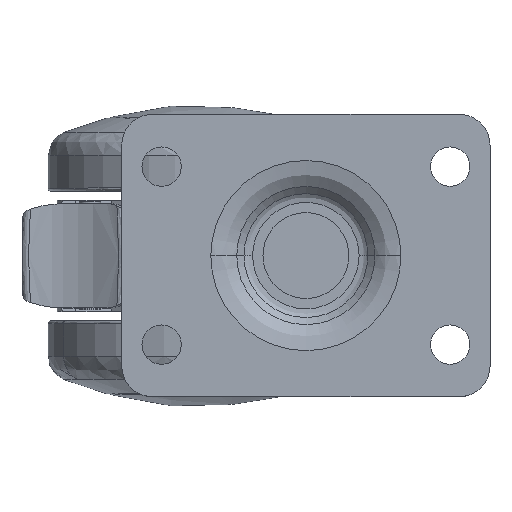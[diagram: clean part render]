
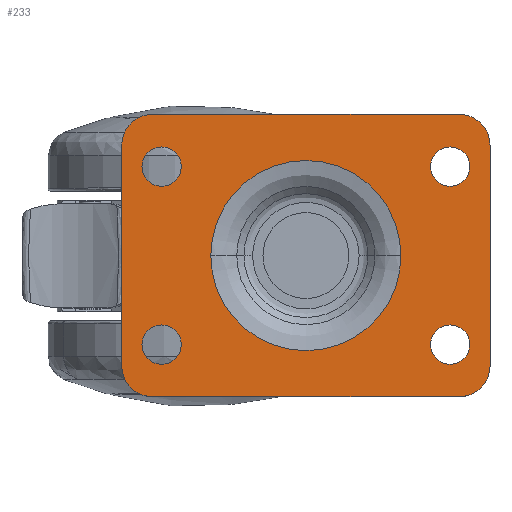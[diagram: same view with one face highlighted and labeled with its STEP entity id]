
A CAD part, top view. The second image highlights one B-rep face of the part: STEP entity #233.
In plain terms, the highlighted face is planar.
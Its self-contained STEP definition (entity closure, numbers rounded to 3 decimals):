
#233=ADVANCED_FACE('',(#782,#783,#784,#785,#786,#787),#781,.F.);
#781=PLANE('',#2856);
#782=FACE_OUTER_BOUND('',#2857,.T.);
#783=FACE_BOUND('',#2858,.T.);
#784=FACE_BOUND('',#2859,.T.);
#785=FACE_BOUND('',#2860,.T.);
#786=FACE_BOUND('',#2861,.T.);
#787=FACE_BOUND('',#2862,.T.);
#2853=CARTESIAN_POINT('',(-27.6,0.,-36.));
#2854=DIRECTION('',(0.,1.,0.));
#2855=DIRECTION('',(0.,0.,1.));
#2856=AXIS2_PLACEMENT_3D('',#2853,#2854,#2855);
#2857=EDGE_LOOP('',(#7784,#7785,#7786,#7787,#7788,#7789,#7790,#7791));
#2858=EDGE_LOOP('',(#7792,#7793));
#2859=EDGE_LOOP('',(#7794,#7795));
#2860=EDGE_LOOP('',(#7796,#7797));
#2861=EDGE_LOOP('',(#7798,#7799));
#2862=EDGE_LOOP('',(#7800,#7801));
#7784=ORIENTED_EDGE('',*,*,#8681,.F.);
#7785=ORIENTED_EDGE('',*,*,#8667,.T.);
#7786=ORIENTED_EDGE('',*,*,#8682,.F.);
#7787=ORIENTED_EDGE('',*,*,#8663,.T.);
#7788=ORIENTED_EDGE('',*,*,#8683,.F.);
#7789=ORIENTED_EDGE('',*,*,#8659,.T.);
#7790=ORIENTED_EDGE('',*,*,#8684,.F.);
#7791=ORIENTED_EDGE('',*,*,#8655,.T.);
#7792=ORIENTED_EDGE('',*,*,#8685,.T.);
#7793=ORIENTED_EDGE('',*,*,#8686,.T.);
#7794=ORIENTED_EDGE('',*,*,#8687,.T.);
#7795=ORIENTED_EDGE('',*,*,#8688,.T.);
#7796=ORIENTED_EDGE('',*,*,#8689,.T.);
#7797=ORIENTED_EDGE('',*,*,#8690,.T.);
#7798=ORIENTED_EDGE('',*,*,#8691,.T.);
#7799=ORIENTED_EDGE('',*,*,#8692,.T.);
#7800=ORIENTED_EDGE('',*,*,#8693,.T.);
#7801=ORIENTED_EDGE('',*,*,#8694,.T.);
#8655=EDGE_CURVE('',#9515,#9508,#9516,.T.);
#8659=EDGE_CURVE('',#9543,#9536,#9544,.T.);
#8663=EDGE_CURVE('',#9571,#9564,#9572,.T.);
#8667=EDGE_CURVE('',#9599,#9592,#9600,.T.);
#8681=EDGE_CURVE('',#9599,#9508,#9696,.T.);
#8682=EDGE_CURVE('',#9571,#9592,#9702,.T.);
#8683=EDGE_CURVE('',#9543,#9564,#9708,.T.);
#8684=EDGE_CURVE('',#9515,#9536,#9714,.T.);
#8685=EDGE_CURVE('',#9720,#9721,#9722,.T.);
#8686=EDGE_CURVE('',#9721,#9720,#9728,.T.);
#8687=EDGE_CURVE('',#9734,#9735,#9736,.T.);
#8688=EDGE_CURVE('',#9735,#9734,#9742,.T.);
#8689=EDGE_CURVE('',#9748,#9749,#9750,.T.);
#8690=EDGE_CURVE('',#9749,#9748,#9756,.T.);
#8691=EDGE_CURVE('',#9762,#9763,#9764,.T.);
#8692=EDGE_CURVE('',#9763,#9762,#9770,.T.);
#8693=EDGE_CURVE('',#9776,#9777,#9778,.T.);
#8694=EDGE_CURVE('',#9777,#9776,#9784,.T.);
#9508=VERTEX_POINT('',#12540);
#9515=VERTEX_POINT('',#12544);
#9516=CIRCLE('',#12548,5.);
#9536=VERTEX_POINT('',#12558);
#9543=VERTEX_POINT('',#12562);
#9544=CIRCLE('',#12566,5.);
#9564=VERTEX_POINT('',#12576);
#9571=VERTEX_POINT('',#12580);
#9572=CIRCLE('',#12584,5.);
#9592=VERTEX_POINT('',#12594);
#9599=VERTEX_POINT('',#12598);
#9600=CIRCLE('',#12602,5.);
#9696=LINE('',#12666,#12667);
#9702=LINE('',#12669,#12670);
#9708=LINE('',#12672,#12673);
#9714=LINE('',#12675,#12676);
#9720=VERTEX_POINT('',#12678);
#9721=VERTEX_POINT('',#12679);
#9722=CIRCLE('',#12683,15.49);
#9728=CIRCLE('',#12687,15.49);
#9734=VERTEX_POINT('',#12688);
#9735=VERTEX_POINT('',#12689);
#9736=CIRCLE('',#12693,3.2);
#9742=CIRCLE('',#12697,3.2);
#9748=VERTEX_POINT('',#12698);
#9749=VERTEX_POINT('',#12699);
#9750=CIRCLE('',#12703,3.2);
#9756=CIRCLE('',#12707,3.2);
#9762=VERTEX_POINT('',#12708);
#9763=VERTEX_POINT('',#12709);
#9764=CIRCLE('',#12713,3.2);
#9770=CIRCLE('',#12717,3.2);
#9776=VERTEX_POINT('',#12718);
#9777=VERTEX_POINT('',#12719);
#9778=CIRCLE('',#12723,3.2);
#9784=CIRCLE('',#12727,3.2);
#12540=CARTESIAN_POINT('',(-23.,0.,25.));
#12544=CARTESIAN_POINT('',(-18.,0.,30.));
#12545=CARTESIAN_POINT('',(-18.,0.,25.));
#12546=DIRECTION('',(0.,-1.,0.));
#12547=DIRECTION('',(0.,0.,-1.));
#12548=AXIS2_PLACEMENT_3D('',#12545,#12546,#12547);
#12558=CARTESIAN_POINT('',(18.,0.,30.));
#12562=CARTESIAN_POINT('',(23.,0.,25.));
#12563=CARTESIAN_POINT('',(18.,0.,25.));
#12564=DIRECTION('',(0.,-1.,0.));
#12565=DIRECTION('',(-1.,0.,0.));
#12566=AXIS2_PLACEMENT_3D('',#12563,#12564,#12565);
#12576=CARTESIAN_POINT('',(23.,0.,-25.));
#12580=CARTESIAN_POINT('',(18.,0.,-30.));
#12581=CARTESIAN_POINT('',(18.,0.,-25.));
#12582=DIRECTION('',(0.,-1.,0.));
#12583=DIRECTION('',(0.,0.,1.));
#12584=AXIS2_PLACEMENT_3D('',#12581,#12582,#12583);
#12594=CARTESIAN_POINT('',(-18.,0.,-30.));
#12598=CARTESIAN_POINT('',(-23.,0.,-25.));
#12599=CARTESIAN_POINT('',(-18.,0.,-25.));
#12600=DIRECTION('',(0.,-1.,0.));
#12601=DIRECTION('',(1.,0.,0.));
#12602=AXIS2_PLACEMENT_3D('',#12599,#12600,#12601);
#12666=CARTESIAN_POINT('',(-23.,0.,-25.));
#12667=VECTOR('',#12668,50.);
#12668=DIRECTION('',(0.,0.,1.));
#12669=CARTESIAN_POINT('',(18.,0.,-30.));
#12670=VECTOR('',#12671,36.);
#12671=DIRECTION('',(-1.,0.,0.));
#12672=CARTESIAN_POINT('',(23.,0.,25.));
#12673=VECTOR('',#12674,50.);
#12674=DIRECTION('',(0.,0.,-1.));
#12675=CARTESIAN_POINT('',(-18.,0.,30.));
#12676=VECTOR('',#12677,36.);
#12677=DIRECTION('',(1.,0.,0.));
#12678=CARTESIAN_POINT('',(0.,0.,15.49));
#12679=CARTESIAN_POINT('',(0.,0.,-15.49));
#12680=CARTESIAN_POINT('',(0.,0.,0.));
#12681=DIRECTION('',(0.,1.,0.));
#12682=DIRECTION('',(0.,0.,1.));
#12683=AXIS2_PLACEMENT_3D('',#12680,#12681,#12682);
#12684=CARTESIAN_POINT('',(0.,0.,0.));
#12685=DIRECTION('',(0.,1.,0.));
#12686=DIRECTION('',(0.,0.,1.));
#12687=AXIS2_PLACEMENT_3D('',#12684,#12685,#12686);
#12688=CARTESIAN_POINT('',(14.5,0.,26.7));
#12689=CARTESIAN_POINT('',(14.5,0.,20.3));
#12690=CARTESIAN_POINT('',(14.5,0.,23.5));
#12691=DIRECTION('',(0.,1.,0.));
#12692=DIRECTION('',(0.,0.,1.));
#12693=AXIS2_PLACEMENT_3D('',#12690,#12691,#12692);
#12694=CARTESIAN_POINT('',(14.5,0.,23.5));
#12695=DIRECTION('',(0.,1.,0.));
#12696=DIRECTION('',(0.,0.,1.));
#12697=AXIS2_PLACEMENT_3D('',#12694,#12695,#12696);
#12698=CARTESIAN_POINT('',(-14.5,0.,26.7));
#12699=CARTESIAN_POINT('',(-14.5,0.,20.3));
#12700=CARTESIAN_POINT('',(-14.5,0.,23.5));
#12701=DIRECTION('',(0.,1.,0.));
#12702=DIRECTION('',(0.,0.,1.));
#12703=AXIS2_PLACEMENT_3D('',#12700,#12701,#12702);
#12704=CARTESIAN_POINT('',(-14.5,0.,23.5));
#12705=DIRECTION('',(0.,1.,0.));
#12706=DIRECTION('',(0.,0.,1.));
#12707=AXIS2_PLACEMENT_3D('',#12704,#12705,#12706);
#12708=CARTESIAN_POINT('',(14.5,0.,-20.3));
#12709=CARTESIAN_POINT('',(14.5,0.,-26.7));
#12710=CARTESIAN_POINT('',(14.5,0.,-23.5));
#12711=DIRECTION('',(0.,1.,0.));
#12712=DIRECTION('',(0.,0.,1.));
#12713=AXIS2_PLACEMENT_3D('',#12710,#12711,#12712);
#12714=CARTESIAN_POINT('',(14.5,0.,-23.5));
#12715=DIRECTION('',(0.,1.,0.));
#12716=DIRECTION('',(0.,0.,1.));
#12717=AXIS2_PLACEMENT_3D('',#12714,#12715,#12716);
#12718=CARTESIAN_POINT('',(-14.5,0.,-20.3));
#12719=CARTESIAN_POINT('',(-14.5,0.,-26.7));
#12720=CARTESIAN_POINT('',(-14.5,0.,-23.5));
#12721=DIRECTION('',(0.,1.,0.));
#12722=DIRECTION('',(0.,0.,1.));
#12723=AXIS2_PLACEMENT_3D('',#12720,#12721,#12722);
#12724=CARTESIAN_POINT('',(-14.5,0.,-23.5));
#12725=DIRECTION('',(0.,1.,0.));
#12726=DIRECTION('',(0.,0.,1.));
#12727=AXIS2_PLACEMENT_3D('',#12724,#12725,#12726);
